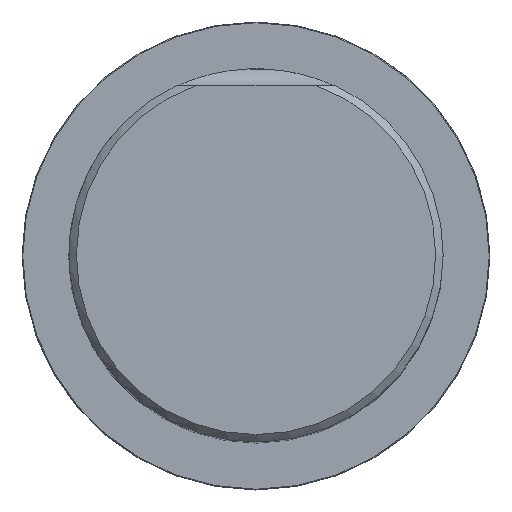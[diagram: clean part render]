
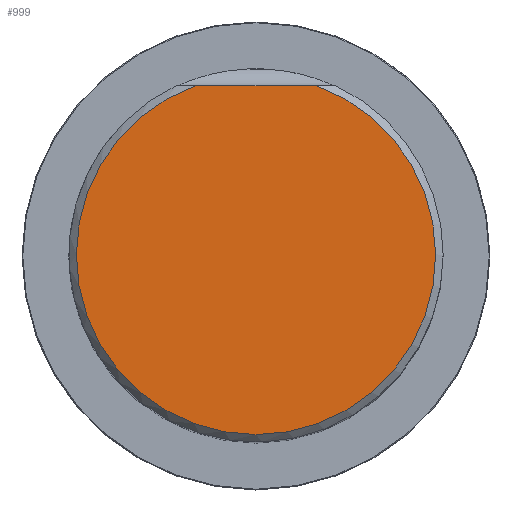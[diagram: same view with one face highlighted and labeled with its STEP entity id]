
A CAD part, top view. The second image highlights one B-rep face of the part: STEP entity #999.
In plain terms, the highlighted planar face has unit normal (0, 0, 1).
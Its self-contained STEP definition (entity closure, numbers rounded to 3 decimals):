
#199=PLANE('',#5013);
#428=LINE('',#7278,#687);
#687=VECTOR('',#5629,1.);
#999=ADVANCED_FACE('CU_SU_1',(#1326),#199,.T.);
#1326=FACE_OUTER_BOUND('',#1566,.T.);
#1566=EDGE_LOOP('',(#2277,#2278));
#1987=CIRCLE('',#5012,23.996);
#2277=ORIENTED_EDGE('',*,*,#4060,.F.);
#2278=ORIENTED_EDGE('',*,*,#4061,.F.);
#3575=VERTEX_POINT('',#7276);
#3576=VERTEX_POINT('',#7277);
#4060=EDGE_CURVE('',#3575,#3576,#1987,.T.);
#4061=EDGE_CURVE('',#3576,#3575,#428,.T.);
#5012=AXIS2_PLACEMENT_3D('',#7275,#5627,#5628);
#5013=AXIS2_PLACEMENT_3D('',#7279,#5630,#5631);
#5627=DIRECTION('',(0.,0.,-1.));
#5628=DIRECTION('',(1.,0.,0.));
#5629=DIRECTION('',(1.,0.,0.));
#5630=DIRECTION('',(0.,0.,1.));
#5631=DIRECTION('',(1.,0.,0.));
#7275=CARTESIAN_POINT('',(0.,0.,80.));
#7276=CARTESIAN_POINT('',(8.054,22.604,80.));
#7277=CARTESIAN_POINT('',(-8.054,22.604,80.));
#7278=CARTESIAN_POINT('',(-50.,22.604,80.));
#7279=CARTESIAN_POINT('',(0.,0.,80.));
